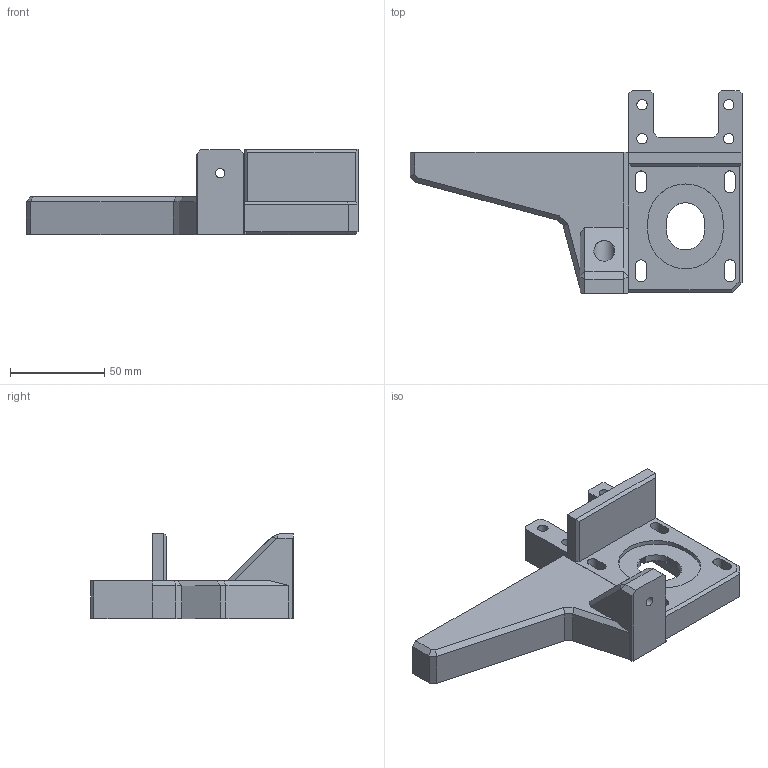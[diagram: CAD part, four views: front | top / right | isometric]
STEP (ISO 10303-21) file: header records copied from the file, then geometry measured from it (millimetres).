
FILE_DESCRIPTION(/* description */ (''),/* implementation_level */ '2;1');
FILE_NAME(/* name */ 'Y Axis motor mount RIGHT.step',/* time_stamp */ '2024-11-17T18:33:58+01:00',/* author */ (''),/* organization */ (''),/* preprocessor_version */ 'ST-DEVELOPER v20',/* originating_system */ 'Autodesk Translation Framework v13.20.0.188',/* authorisation */ '');
FILE_SCHEMA (('AUTOMOTIVE_DESIGN { 1 0 10303 214 3 1 1 }'));
Length unit declared in the file: millimetre
Products named in the file (1): Body197
Bounding box: 176.11 x 107.5 x 45.1 mm (x, y, z)
Volume: 181880.6 mm3; surface area: 41758.9 mm2
Topology: 1 solids, 1 shells, 350 faces, 960 edges, 621 vertices
Faces by surface type: cylinder 200, plane 120, cone 21, bspline 9
Full cylindrical faces by diameter (mm): 3.332 x40, 4.109 x12, 4.11 x4, 5 x1, 5.5 x4, 11 x1
Entity records: 21083 total; most frequent: CARTESIAN_POINT 12816, ORIENTED_EDGE 1920, DIRECTION 1377, EDGE_CURVE 960, VERTEX_POINT 621, LINE 489, VECTOR 489, AXIS2_PLACEMENT_3D 444
